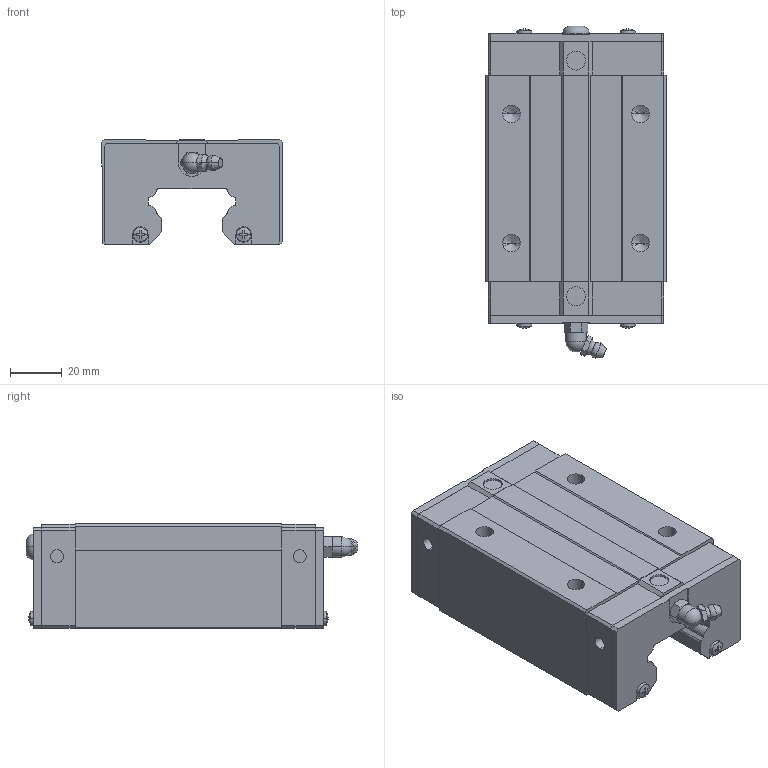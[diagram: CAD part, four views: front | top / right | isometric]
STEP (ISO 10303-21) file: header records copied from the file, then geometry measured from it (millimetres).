
FILE_DESCRIPTION(('STEP AP214'),'1');
FILE_NAME('cctmp_A5B419F1-A499-41AD-9748-5138248E80F8_2024_08_02_21_54_57_0625..stp','2024-08-02T19:54:57',('HIWIN GmbH'),('CADClick - www.CADClick.com'),'Spatial InterOp 3D',' ','unknown authorization');
FILE_SCHEMA(('AUTOMOTIVE_DESIGN'));
Length unit declared in the file: millimetre
Products named in the file (1): HGL35CAZ0C_FILE
Bounding box: 70 x 128.51 x 40.5 mm (x, y, z)
Volume: 239506.8 mm3; surface area: 37079.7 mm2
Topology: 1 solids, 5 shells, 358 faces, 950 edges, 610 vertices
Faces by surface type: plane 208, cylinder 84, cone 46, torus 18, sphere 2
Entity records: 14068 total; most frequent: CARTESIAN_POINT 2445, ORIENTED_EDGE 1880, DIRECTION 1770, EDGE_CURVE 940, VERTEX_POINT 610, LINE 596, VECTOR 596, AXIS2_PLACEMENT_3D 587
